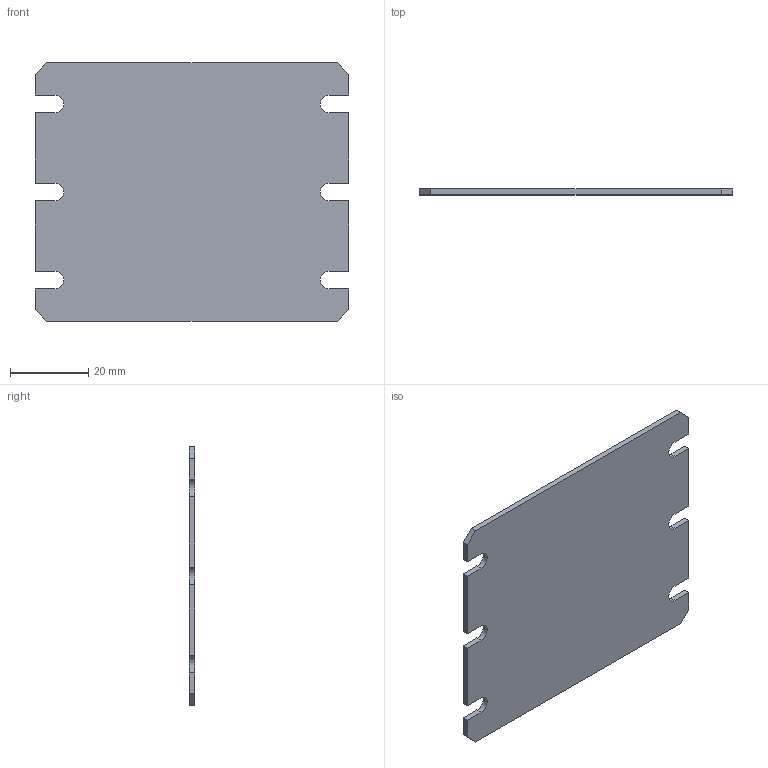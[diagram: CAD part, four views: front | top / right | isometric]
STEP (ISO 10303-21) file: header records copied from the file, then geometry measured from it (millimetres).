
FILE_DESCRIPTION (( 'STEP AP203' ), '1' );
FILE_NAME ('Fibox Mountingplate MIV 95.STEP', '2005-11-30T14:14:02', ( ' ' ), ( ' ' ), 'SwSTEP 2.0', 'SolidWorks 2005187', '' );
FILE_SCHEMA (( 'CONFIG_CONTROL_DESIGN' ));
Length unit declared in the file: millimetre
Products named in the file (1): Fibox Mountingplate MIV 95
Bounding box: 80 x 1.5 x 66 mm (x, y, z)
Volume: 7618.9 mm3; surface area: 10699.1 mm2
Topology: 1 solids, 1 shells, 34 faces, 96 edges, 64 vertices
Faces by surface type: plane 28, cylinder 6
Entity records: 1169 total; most frequent: CARTESIAN_POINT 195, ORIENTED_EDGE 192, DIRECTION 178, EDGE_CURVE 96, VECTOR 84, LINE 84, VERTEX_POINT 64, AXIS2_PLACEMENT_3D 47
